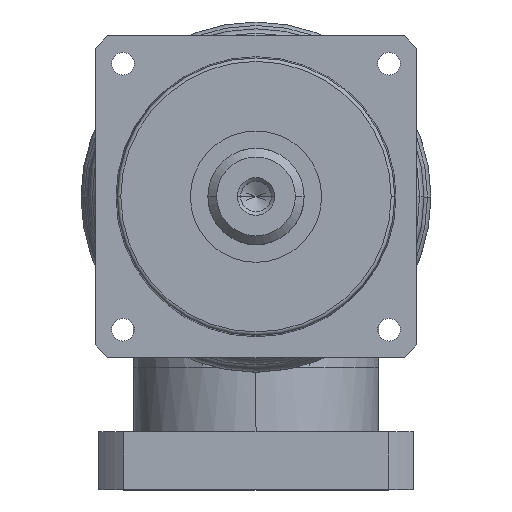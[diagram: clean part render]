
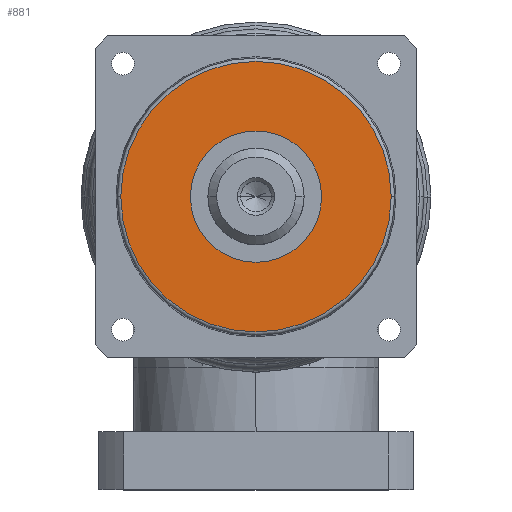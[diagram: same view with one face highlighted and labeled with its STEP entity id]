
A CAD part, top view. The second image highlights one B-rep face of the part: STEP entity #881.
In plain terms, the highlighted planar face has unit normal (0, 0, 1).
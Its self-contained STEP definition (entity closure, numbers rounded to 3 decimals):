
#34=CARTESIAN_POINT('',(0.,0.,138.));
#35=DIRECTION('',(0.,0.,1.));
#36=DIRECTION('',(1.,0.,0.));
#37=AXIS2_PLACEMENT_3D('',#34,#35,#36);
#39=CARTESIAN_POINT('',(0.,0.,138.));
#40=DIRECTION('',(0.,0.,1.));
#41=DIRECTION('',(-1.,0.,0.));
#42=AXIS2_PLACEMENT_3D('',#39,#40,#41);
#44=CARTESIAN_POINT('',(0.,0.,138.));
#45=DIRECTION('',(0.,0.,-1.));
#46=DIRECTION('',(1.,0.,0.));
#47=AXIS2_PLACEMENT_3D('',#44,#45,#46);
#49=CARTESIAN_POINT('',(0.,0.,138.));
#50=DIRECTION('',(0.,0.,-1.));
#51=DIRECTION('',(-1.,0.,0.));
#52=AXIS2_PLACEMENT_3D('',#49,#50,#51);
#664=CARTESIAN_POINT('',(-37.5,0.,138.));
#666=VERTEX_POINT('',#664);
#768=CARTESIAN_POINT('',(-77.292,0.,138.));
#769=VERTEX_POINT('',#768);
#782=CARTESIAN_POINT('',(77.292,0.,138.));
#783=VERTEX_POINT('',#782);
#784=CARTESIAN_POINT('',(37.5,0.,138.));
#785=VERTEX_POINT('',#784);
#866=CARTESIAN_POINT('',(0.,0.,138.));
#867=DIRECTION('',(0.,0.,1.));
#868=DIRECTION('',(1.,0.,0.));
#869=AXIS2_PLACEMENT_3D('',#866,#867,#868);
#870=PLANE('',#869);
#871=ORIENTED_EDGE('',*,*,#845,.F.);
#872=ORIENTED_EDGE('',*,*,#858,.F.);
#873=EDGE_LOOP('',(#871,#872));
#874=FACE_OUTER_BOUND('',#873,.F.);
#876=ORIENTED_EDGE('',*,*,#875,.F.);
#878=ORIENTED_EDGE('',*,*,#877,.F.);
#879=EDGE_LOOP('',(#876,#878));
#880=FACE_BOUND('',#879,.F.);
#881=ADVANCED_FACE('',(#874,#880),#870,.T.);
#38=CIRCLE('',#37,77.292);
#43=CIRCLE('',#42,77.292);
#48=CIRCLE('',#47,37.5);
#53=CIRCLE('',#52,37.5);
#845=EDGE_CURVE('',#783,#769,#38,.T.);
#858=EDGE_CURVE('',#769,#783,#43,.T.);
#875=EDGE_CURVE('',#785,#666,#48,.T.);
#877=EDGE_CURVE('',#666,#785,#53,.T.);
